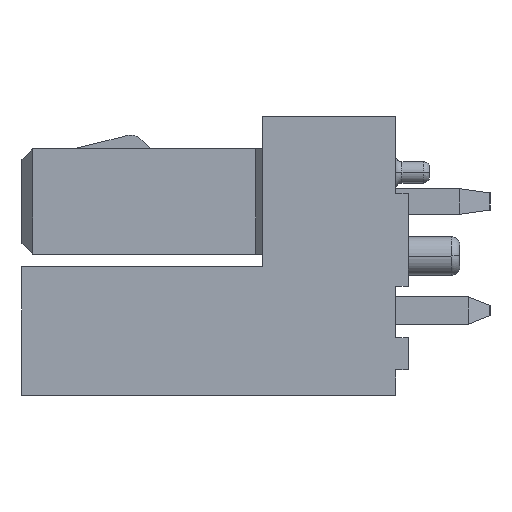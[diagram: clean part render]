
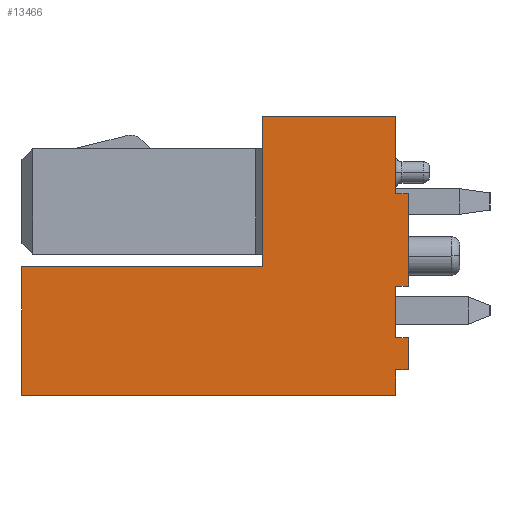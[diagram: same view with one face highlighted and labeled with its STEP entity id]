
A CAD part, left-side view. The second image highlights one B-rep face of the part: STEP entity #13466.
In plain terms, the highlighted planar face has unit normal (-1, 0, 0).
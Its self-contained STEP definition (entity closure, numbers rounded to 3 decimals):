
#444=CARTESIAN_POINT('',(-13.7,-4.6,-3.25));
#445=VERTEX_POINT('',#444);
#452=CARTESIAN_POINT('',(-13.7,4.1,-3.25));
#453=VERTEX_POINT('',#452);
#454=CARTESIAN_POINT('',(-13.7,-4.6,-3.25));
#455=DIRECTION('',(0.,1.,0.));
#456=VECTOR('',#455,8.7);
#457=LINE('',#454,#456);
#458=EDGE_CURVE('',#445,#453,#457,.T.);
#1474=CARTESIAN_POINT('',(-13.7,-1.5,-0.25));
#1475=VERTEX_POINT('',#1474);
#1482=CARTESIAN_POINT('',(-13.7,-1.5,3.25));
#1483=VERTEX_POINT('',#1482);
#1484=CARTESIAN_POINT('',(-13.7,-1.5,-0.25));
#1485=DIRECTION('',(0.,0.,1.));
#1486=VECTOR('',#1485,3.5);
#1487=LINE('',#1484,#1486);
#1488=EDGE_CURVE('',#1475,#1483,#1487,.T.);
#1956=CARTESIAN_POINT('',(-13.7,4.1,-0.25));
#1957=VERTEX_POINT('',#1956);
#1958=CARTESIAN_POINT('',(-13.7,4.1,-3.25));
#1959=DIRECTION('',(0.,0.,1.));
#1960=VECTOR('',#1959,3.);
#1961=LINE('',#1958,#1960);
#1962=EDGE_CURVE('',#453,#1957,#1961,.T.);
#13372=CARTESIAN_POINT('',(-13.7,-0.4,0.));
#13373=DIRECTION('',(0.,0.,1.));
#13374=DIRECTION('',(-1.,0.,0.));
#13375=AXIS2_PLACEMENT_3D('',#13372,#13374,#13373);
#13376=PLANE('',#13375);
#13377=CARTESIAN_POINT('',(-13.7,-4.9,-1.9));
#13378=VERTEX_POINT('',#13377);
#13379=CARTESIAN_POINT('',(-13.7,-4.6,-1.9));
#13380=VERTEX_POINT('',#13379);
#13381=CARTESIAN_POINT('',(-13.7,-4.9,-1.9));
#13382=DIRECTION('',(0.,1.,0.));
#13383=VECTOR('',#13382,0.3);
#13384=LINE('',#13381,#13383);
#13385=EDGE_CURVE('',#13378,#13380,#13384,.T.);
#13386=ORIENTED_EDGE('',*,*,#13385,.T.);
#13387=CARTESIAN_POINT('',(-13.7,-4.6,-0.7));
#13388=VERTEX_POINT('',#13387);
#13389=CARTESIAN_POINT('',(-13.7,-4.6,-1.9));
#13390=DIRECTION('',(0.,0.,1.));
#13391=VECTOR('',#13390,1.2);
#13392=LINE('',#13389,#13391);
#13393=EDGE_CURVE('',#13380,#13388,#13392,.T.);
#13394=ORIENTED_EDGE('',*,*,#13393,.T.);
#13395=CARTESIAN_POINT('',(-13.7,-4.9,-0.7));
#13396=VERTEX_POINT('',#13395);
#13397=CARTESIAN_POINT('',(-13.7,-4.6,-0.7));
#13398=DIRECTION('',(0.,-1.,0.));
#13399=VECTOR('',#13398,0.3);
#13400=LINE('',#13397,#13399);
#13401=EDGE_CURVE('',#13388,#13396,#13400,.T.);
#13402=ORIENTED_EDGE('',*,*,#13401,.T.);
#13403=CARTESIAN_POINT('',(-13.7,-4.9,1.45));
#13404=VERTEX_POINT('',#13403);
#13405=CARTESIAN_POINT('',(-13.7,-4.9,-0.7));
#13406=DIRECTION('',(0.,0.,1.));
#13407=VECTOR('',#13406,2.15);
#13408=LINE('',#13405,#13407);
#13409=EDGE_CURVE('',#13396,#13404,#13408,.T.);
#13410=ORIENTED_EDGE('',*,*,#13409,.T.);
#13411=CARTESIAN_POINT('',(-13.7,-4.6,1.45));
#13412=VERTEX_POINT('',#13411);
#13413=CARTESIAN_POINT('',(-13.7,-4.9,1.45));
#13414=DIRECTION('',(0.,1.,0.));
#13415=VECTOR('',#13414,0.3);
#13416=LINE('',#13413,#13415);
#13417=EDGE_CURVE('',#13404,#13412,#13416,.T.);
#13418=ORIENTED_EDGE('',*,*,#13417,.T.);
#13419=CARTESIAN_POINT('',(-13.7,-4.6,3.25));
#13420=VERTEX_POINT('',#13419);
#13421=CARTESIAN_POINT('',(-13.7,-4.6,1.45));
#13422=DIRECTION('',(0.,0.,1.));
#13423=VECTOR('',#13422,1.8);
#13424=LINE('',#13421,#13423);
#13425=EDGE_CURVE('',#13412,#13420,#13424,.T.);
#13426=ORIENTED_EDGE('',*,*,#13425,.T.);
#13427=CARTESIAN_POINT('',(-13.7,-4.6,3.25));
#13428=DIRECTION('',(0.,1.,0.));
#13429=VECTOR('',#13428,3.1);
#13430=LINE('',#13427,#13429);
#13431=EDGE_CURVE('',#13420,#1483,#13430,.T.);
#13432=ORIENTED_EDGE('',*,*,#13431,.T.);
#13433=ORIENTED_EDGE('',*,*,#1488,.F.);
#13434=CARTESIAN_POINT('',(-13.7,-1.5,-0.25));
#13435=DIRECTION('',(0.,1.,0.));
#13436=VECTOR('',#13435,5.6);
#13437=LINE('',#13434,#13436);
#13438=EDGE_CURVE('',#1475,#1957,#13437,.T.);
#13439=ORIENTED_EDGE('',*,*,#13438,.T.);
#13440=ORIENTED_EDGE('',*,*,#1962,.F.);
#13441=ORIENTED_EDGE('',*,*,#458,.F.);
#13442=CARTESIAN_POINT('',(-13.7,-4.6,-2.65));
#13443=VERTEX_POINT('',#13442);
#13444=CARTESIAN_POINT('',(-13.7,-4.6,-3.25));
#13445=DIRECTION('',(0.,0.,1.));
#13446=VECTOR('',#13445,0.6);
#13447=LINE('',#13444,#13446);
#13448=EDGE_CURVE('',#445,#13443,#13447,.T.);
#13449=ORIENTED_EDGE('',*,*,#13448,.T.);
#13450=CARTESIAN_POINT('',(-13.7,-4.9,-2.65));
#13451=VERTEX_POINT('',#13450);
#13452=CARTESIAN_POINT('',(-13.7,-4.6,-2.65));
#13453=DIRECTION('',(0.,-1.,0.));
#13454=VECTOR('',#13453,0.3);
#13455=LINE('',#13452,#13454);
#13456=EDGE_CURVE('',#13443,#13451,#13455,.T.);
#13457=ORIENTED_EDGE('',*,*,#13456,.T.);
#13458=CARTESIAN_POINT('',(-13.7,-4.9,-2.65));
#13459=DIRECTION('',(0.,0.,1.));
#13460=VECTOR('',#13459,0.75);
#13461=LINE('',#13458,#13460);
#13462=EDGE_CURVE('',#13451,#13378,#13461,.T.);
#13463=ORIENTED_EDGE('',*,*,#13462,.T.);
#13464=EDGE_LOOP('',(#13386,#13394,#13402,#13410,#13418,#13426,#13432,#13433,#13439,#13440,#13441,#13449,#13457,#13463));
#13465=FACE_OUTER_BOUND('',#13464,.T.);
#13466=ADVANCED_FACE('',(#13465),#13376,.T.);
